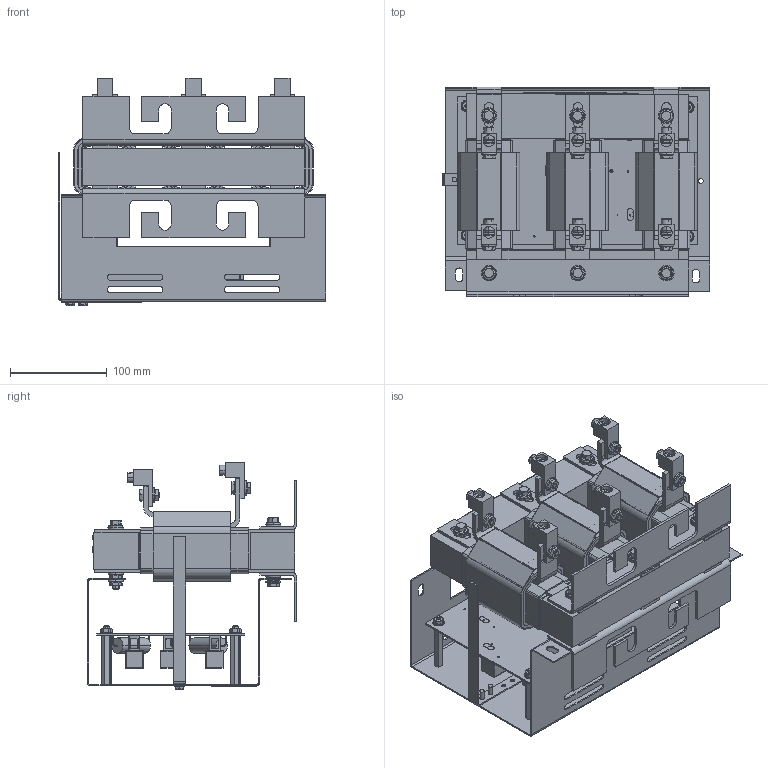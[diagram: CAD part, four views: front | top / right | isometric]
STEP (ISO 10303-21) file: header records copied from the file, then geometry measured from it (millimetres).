
FILE_DESCRIPTION (( 'STEP AP214' ), '1' );
FILE_NAME ('VTF 130A r1.STEP', '2020-01-16T01:53:41', ( '' ), ( '' ), 'SwSTEP 2.0', 'SolidWorks 2017', '' );
FILE_SCHEMA (( 'AUTOMOTIVE_DESIGN' ));
Length unit declared in the file: inch
Products named in the file (1): VTF 130A r1
Bounding box: 276.23 x 216.4 x 234.07 mm (x, y, z)
Volume: 2520837.1 mm3; surface area: 1069665.5 mm2
Topology: 84 solids, 84 shells, 3019 faces, 7658 edges, 4910 vertices
Faces by surface type: plane 1507, cylinder 835, cone 371, bspline 190, torus 80, sphere 36
Entity records: 104126 total; most frequent: CARTESIAN_POINT 27692, ORIENTED_EDGE 15292, DIRECTION 14439, EDGE_CURVE 7646, AXIS2_PLACEMENT_3D 5091, VERTEX_POINT 4910, VECTOR 4257, LINE 4257
